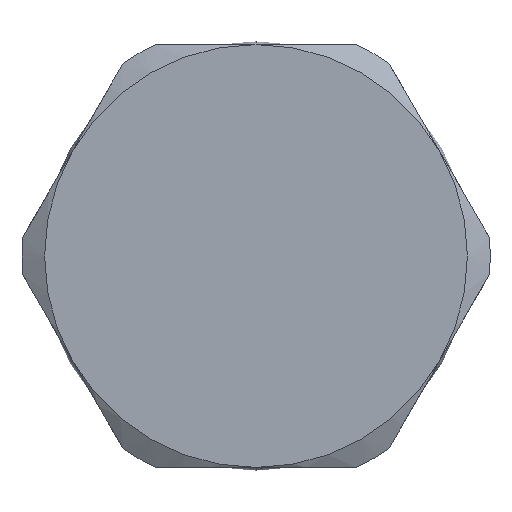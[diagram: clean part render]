
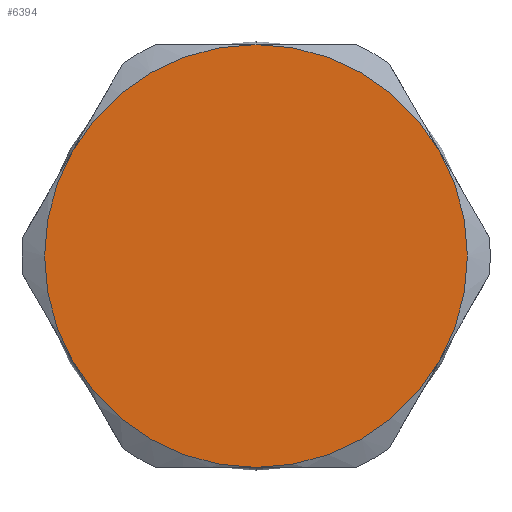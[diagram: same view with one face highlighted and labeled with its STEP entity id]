
A CAD part, left-side view. The second image highlights one B-rep face of the part: STEP entity #6394.
In plain terms, the highlighted planar face has unit normal (-1, 0, 0).
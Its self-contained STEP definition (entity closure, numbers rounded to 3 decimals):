
#183 = FACE_OUTER_BOUND ( 'NONE', #5934, .T. ) ;
#313 = AXIS2_PLACEMENT_3D ( 'NONE', #6712, #1668, #2877 ) ;
#317 = ORIENTED_EDGE ( 'NONE', *, *, #7423, .T. ) ;
#935 = VERTEX_POINT ( 'NONE', #1306 ) ;
#1041 = DIRECTION ( 'NONE',  ( -1., 0., 0. ) ) ;
#1248 = DIRECTION ( 'NONE',  ( -1., 0., 0. ) ) ;
#1306 = CARTESIAN_POINT ( 'NONE',  ( 0., 9.622, 5.555 ) ) ;
#1668 = DIRECTION ( 'NONE',  ( -1., 0., 0. ) ) ;
#1773 = DIRECTION ( 'NONE',  ( 0., 0., -1. ) ) ;
#1939 = CIRCLE ( 'NONE', #3102, 11.11 ) ;
#1949 = AXIS2_PLACEMENT_3D ( 'NONE', #2331, #4967, #4866 ) ;
#2108 = CARTESIAN_POINT ( 'NONE',  ( 0., 0., 11.11 ) ) ;
#2329 = CIRCLE ( 'NONE', #3053, 11.11 ) ;
#2331 = CARTESIAN_POINT ( 'NONE',  ( 0., 0., 0. ) ) ;
#2877 = DIRECTION ( 'NONE',  ( 0., 0., 1. ) ) ;
#2954 = CARTESIAN_POINT ( 'NONE',  ( 0., 12.3, 0. ) ) ;
#3053 = AXIS2_PLACEMENT_3D ( 'NONE', #5292, #7830, #7197 ) ;
#3102 = AXIS2_PLACEMENT_3D ( 'NONE', #7630, #1248, #6900 ) ;
#3231 = CIRCLE ( 'NONE', #1949, 11.11 ) ;
#3394 = ORIENTED_EDGE ( 'NONE', *, *, #5544, .T. ) ;
#3496 = PLANE ( 'NONE',  #5570 ) ;
#3527 = DIRECTION ( 'NONE',  ( 0., 0., 1. ) ) ;
#3769 = CARTESIAN_POINT ( 'NONE',  ( 0., 9.622, -5.555 ) ) ;
#4147 = AXIS2_PLACEMENT_3D ( 'NONE', #8025, #1041, #3527 ) ;
#4513 = EDGE_CURVE ( 'NONE', #6248, #5580, #1939, .T. ) ;
#4613 = ORIENTED_EDGE ( 'NONE', *, *, #4737, .T. ) ;
#4737 = EDGE_CURVE ( 'NONE', #935, #8261, #5114, .T. ) ;
#4801 = EDGE_CURVE ( 'NONE', #8261, #6170, #5594, .T. ) ;
#4866 = DIRECTION ( 'NONE',  ( 0., 0., 1. ) ) ;
#4967 = DIRECTION ( 'NONE',  ( -1., 0., 0. ) ) ;
#5114 = CIRCLE ( 'NONE', #5665, 11.11 ) ;
#5283 = CARTESIAN_POINT ( 'NONE',  ( 0., 0., -11.11 ) ) ;
#5292 = CARTESIAN_POINT ( 'NONE',  ( 0., 0., 0. ) ) ;
#5370 = ORIENTED_EDGE ( 'NONE', *, *, #4801, .T. ) ;
#5544 = EDGE_CURVE ( 'NONE', #5580, #935, #2329, .T. ) ;
#5570 = AXIS2_PLACEMENT_3D ( 'NONE', #2954, #7462, #1773 ) ;
#5580 = VERTEX_POINT ( 'NONE', #2108 ) ;
#5594 = CIRCLE ( 'NONE', #313, 11.11 ) ;
#5625 = ORIENTED_EDGE ( 'NONE', *, *, #8176, .T. ) ;
#5665 = AXIS2_PLACEMENT_3D ( 'NONE', #6575, #7823, #7883 ) ;
#5934 = EDGE_LOOP ( 'NONE', ( #5370, #5625, #317, #7284, #3394, #4613 ) ) ;
#6170 = VERTEX_POINT ( 'NONE', #5283 ) ;
#6248 = VERTEX_POINT ( 'NONE', #7356 ) ;
#6364 = VERTEX_POINT ( 'NONE', #6655 ) ;
#6394 = ADVANCED_FACE ( 'NONE', ( #183 ), #3496, .F. ) ;
#6575 = CARTESIAN_POINT ( 'NONE',  ( 0., 0., 0. ) ) ;
#6649 = CIRCLE ( 'NONE', #4147, 11.11 ) ;
#6655 = CARTESIAN_POINT ( 'NONE',  ( 0., -9.622, -5.555 ) ) ;
#6712 = CARTESIAN_POINT ( 'NONE',  ( 0., 0., 0. ) ) ;
#6900 = DIRECTION ( 'NONE',  ( 0., 0., 1. ) ) ;
#7197 = DIRECTION ( 'NONE',  ( 0., 0., 1. ) ) ;
#7284 = ORIENTED_EDGE ( 'NONE', *, *, #4513, .T. ) ;
#7356 = CARTESIAN_POINT ( 'NONE',  ( 0., -9.622, 5.555 ) ) ;
#7423 = EDGE_CURVE ( 'NONE', #6364, #6248, #6649, .T. ) ;
#7462 = DIRECTION ( 'NONE',  ( 1., 0., 0. ) ) ;
#7630 = CARTESIAN_POINT ( 'NONE',  ( 0., 0., 0. ) ) ;
#7823 = DIRECTION ( 'NONE',  ( -1., 0., 0. ) ) ;
#7830 = DIRECTION ( 'NONE',  ( -1., 0., 0. ) ) ;
#7883 = DIRECTION ( 'NONE',  ( 0., 0., 1. ) ) ;
#8025 = CARTESIAN_POINT ( 'NONE',  ( 0., 0., 0. ) ) ;
#8176 = EDGE_CURVE ( 'NONE', #6170, #6364, #3231, .T. ) ;
#8261 = VERTEX_POINT ( 'NONE', #3769 ) ;
